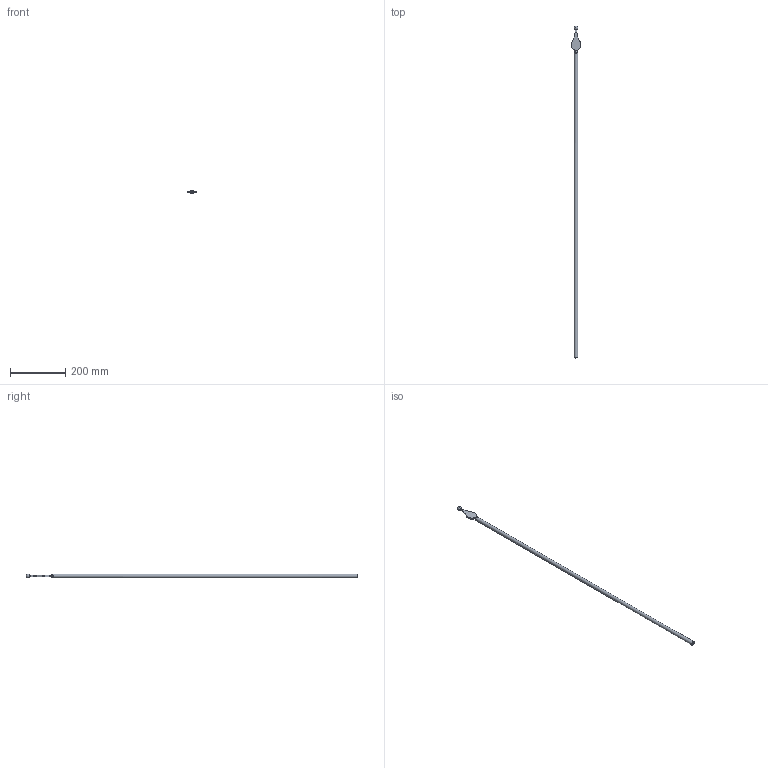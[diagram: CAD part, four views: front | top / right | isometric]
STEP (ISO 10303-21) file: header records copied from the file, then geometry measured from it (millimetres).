
FILE_DESCRIPTION (( 'STEP AP203' ), '1' );
FILE_NAME ('18517.STEP', '2022-04-22T06:27:48', ( '' ), ( '' ), 'SwSTEP 2.0', 'SolidWorks 2018', '' );
FILE_SCHEMA (( 'CONFIG_CONTROL_DESIGN' ));
Length unit declared in the file: millimetre
Products named in the file (1): 18517
Bounding box: 34.98 x 1199.95 x 14 mm (x, y, z)
Volume: 179437 mm3; surface area: 53426.3 mm2
Topology: 1 solids, 1 shells, 267 faces, 720 edges, 465 vertices
Faces by surface type: plane 124, bspline 123, cylinder 15, sphere 5
Full cylindrical faces by diameter (mm): 14 x1
Entity records: 13529 total; most frequent: CARTESIAN_POINT 7725, ORIENTED_EDGE 1416, DIRECTION 764, EDGE_CURVE 708, VERTEX_POINT 463, VECTOR 424, LINE 424, EDGE_LOOP 287
